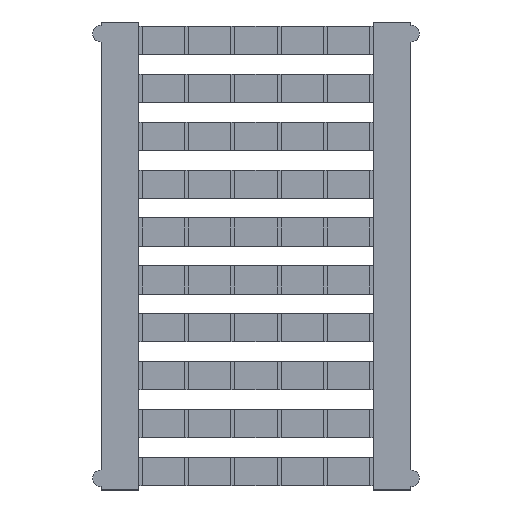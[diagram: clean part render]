
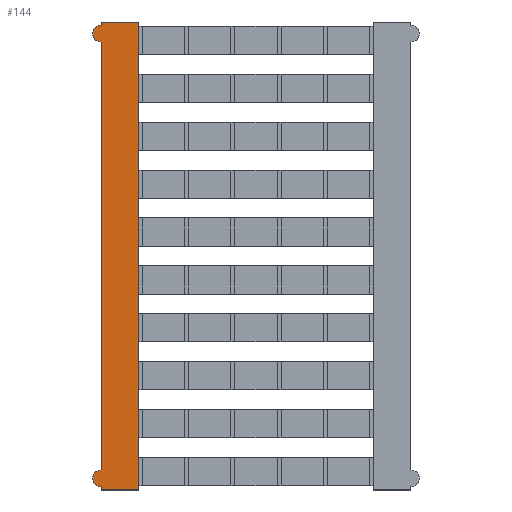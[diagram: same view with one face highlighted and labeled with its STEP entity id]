
A CAD part, top view. The second image highlights one B-rep face of the part: STEP entity #144.
In plain terms, the highlighted planar face has unit normal (0, 0, 1).
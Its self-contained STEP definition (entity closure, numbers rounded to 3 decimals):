
#108=CIRCLE('',#5533,1.5);
#111=CIRCLE('',#5538,1.5);
#144=ADVANCED_FACE('',(#659),#403,.T.);
#403=PLANE('',#5539);
#659=FACE_OUTER_BOUND('',#928,.T.);
#928=EDGE_LOOP('',(#1260,#1261,#1262,#1263,#1264,#1265,#1266,#1267));
#1260=ORIENTED_EDGE('',*,*,#3240,.T.);
#1261=ORIENTED_EDGE('',*,*,#3294,.T.);
#1262=ORIENTED_EDGE('',*,*,#3291,.T.);
#1263=ORIENTED_EDGE('',*,*,#3288,.T.);
#1264=ORIENTED_EDGE('',*,*,#3284,.T.);
#1265=ORIENTED_EDGE('',*,*,#3299,.T.);
#1266=ORIENTED_EDGE('',*,*,#3300,.T.);
#1267=ORIENTED_EDGE('',*,*,#3301,.T.);
#2728=VERTEX_POINT('',#7097);
#2729=VERTEX_POINT('',#7098);
#2772=VERTEX_POINT('',#7186);
#2773=VERTEX_POINT('',#7187);
#2776=VERTEX_POINT('',#7195);
#2778=VERTEX_POINT('',#7201);
#2782=VERTEX_POINT('',#7216);
#2783=VERTEX_POINT('',#7218);
#3240=EDGE_CURVE('',#2728,#2729,#4008,.T.);
#3284=EDGE_CURVE('',#2772,#2773,#4052,.T.);
#3288=EDGE_CURVE('',#2776,#2772,#4056,.T.);
#3291=EDGE_CURVE('',#2778,#2776,#4059,.T.);
#3294=EDGE_CURVE('',#2729,#2778,#108,.T.);
#3299=EDGE_CURVE('',#2773,#2782,#4064,.T.);
#3300=EDGE_CURVE('',#2782,#2783,#4065,.T.);
#3301=EDGE_CURVE('',#2783,#2728,#111,.T.);
#4008=LINE('',#7096,#4768);
#4052=LINE('',#7185,#4812);
#4056=LINE('',#7194,#4816);
#4059=LINE('',#7200,#4819);
#4064=LINE('',#7215,#4824);
#4065=LINE('',#7217,#4825);
#4768=VECTOR('',#5799,1.);
#4812=VECTOR('',#5845,1.);
#4816=VECTOR('',#5851,1.);
#4819=VECTOR('',#5856,1.);
#4824=VECTOR('',#5873,1.);
#4825=VECTOR('',#5874,1.);
#5533=AXIS2_PLACEMENT_3D('',#7206,#5861,#5862);
#5538=AXIS2_PLACEMENT_3D('',#7219,#5875,#5876);
#5539=AXIS2_PLACEMENT_3D('',#7220,#5877,#5878);
#5799=DIRECTION('',(0.,-1.,0.));
#5845=DIRECTION('',(0.,1.,0.));
#5851=DIRECTION('',(1.,0.,0.));
#5856=DIRECTION('',(0.,-1.,0.));
#5861=DIRECTION('',(0.,0.,1.));
#5862=DIRECTION('',(1.,0.,0.));
#5873=DIRECTION('',(-1.,0.,0.));
#5874=DIRECTION('',(0.,-1.,0.));
#5875=DIRECTION('',(0.,0.,1.));
#5876=DIRECTION('',(1.,0.,0.));
#5877=DIRECTION('',(0.,0.,1.));
#5878=DIRECTION('',(1.,0.,0.));
#7096=CARTESIAN_POINT('',(-7.3,-78.7,0.));
#7097=CARTESIAN_POINT('',(-7.3,-2.8,0.));
#7098=CARTESIAN_POINT('',(-7.3,-78.7,0.));
#7185=CARTESIAN_POINT('',(-0.7,-76.5,0.));
#7186=CARTESIAN_POINT('',(-0.7,-82.25,0.));
#7187=CARTESIAN_POINT('',(-0.7,0.75,0.));
#7194=CARTESIAN_POINT('',(-0.7,-82.25,0.));
#7195=CARTESIAN_POINT('',(-7.3,-82.25,0.));
#7200=CARTESIAN_POINT('',(-7.3,-82.25,0.));
#7201=CARTESIAN_POINT('',(-7.3,-81.7,0.));
#7206=CARTESIAN_POINT('',(-7.3,-80.2,0.));
#7215=CARTESIAN_POINT('',(-0.7,0.75,0.));
#7216=CARTESIAN_POINT('',(-7.3,0.75,0.));
#7217=CARTESIAN_POINT('',(-7.3,0.75,0.));
#7218=CARTESIAN_POINT('',(-7.3,0.2,0.));
#7219=CARTESIAN_POINT('',(-7.3,-1.3,0.));
#7220=CARTESIAN_POINT('',(-7.3,-80.2,0.));
